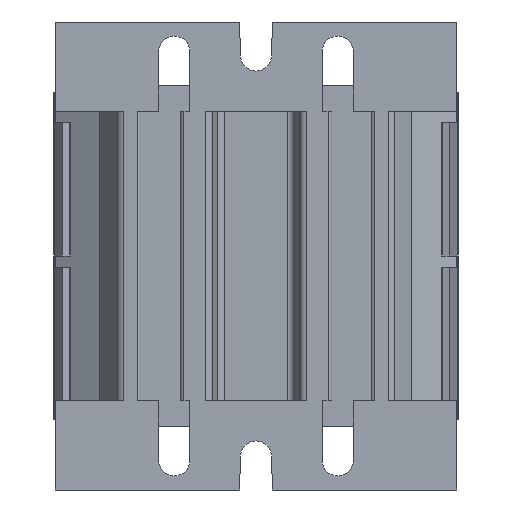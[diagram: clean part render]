
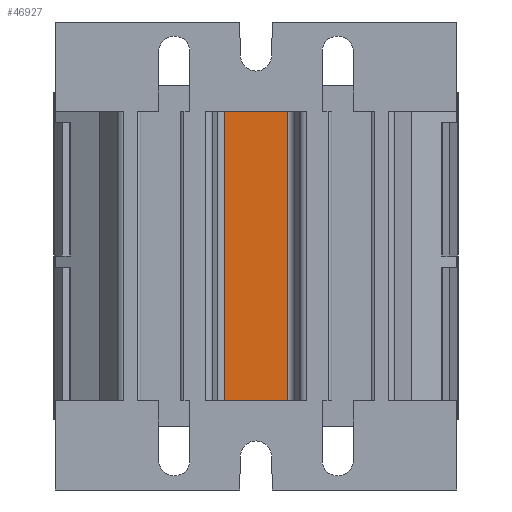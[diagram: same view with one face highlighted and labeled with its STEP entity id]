
A CAD part, front view. The second image highlights one B-rep face of the part: STEP entity #46927.
In plain terms, the highlighted planar face has unit normal (0, -1, 0).
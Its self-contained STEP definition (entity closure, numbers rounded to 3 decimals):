
#21672=DIRECTION('',(-1.,0.,0.));
#21673=VECTOR('',#21672,8.465);
#21674=CARTESIAN_POINT('',(4.233,0.,19.5));
#21675=LINE('',#21674,#21673);
#21676=DIRECTION('',(-1.,0.,0.));
#21677=VECTOR('',#21676,8.465);
#21678=CARTESIAN_POINT('',(4.233,0.,-19.5));
#21679=LINE('',#21678,#21677);
#21680=DIRECTION('',(0.,0.,1.));
#21681=VECTOR('',#21680,39.);
#21682=CARTESIAN_POINT('',(-4.233,0.,-19.5));
#21683=LINE('',#21682,#21681);
#21694=DIRECTION('',(0.,0.,1.));
#21695=VECTOR('',#21694,39.);
#21696=CARTESIAN_POINT('',(4.233,0.,-19.5));
#21697=LINE('',#21696,#21695);
#23752=CARTESIAN_POINT('',(-4.233,0.,-19.5));
#23753=VERTEX_POINT('',#23752);
#23754=CARTESIAN_POINT('',(4.233,0.,-19.5));
#23755=VERTEX_POINT('',#23754);
#24202=CARTESIAN_POINT('',(-4.233,0.,19.5));
#24203=VERTEX_POINT('',#24202);
#24204=CARTESIAN_POINT('',(4.233,0.,19.5));
#24205=VERTEX_POINT('',#24204);
#46914=CARTESIAN_POINT('',(5.,0.,0.));
#46915=DIRECTION('',(0.,1.,0.));
#46916=DIRECTION('',(-1.,0.,0.));
#46917=AXIS2_PLACEMENT_3D('',#46914,#46915,#46916);
#46918=PLANE('',#46917);
#46919=ORIENTED_EDGE('',*,*,#46863,.F.);
#46921=ORIENTED_EDGE('',*,*,#46920,.F.);
#46923=ORIENTED_EDGE('',*,*,#46922,.T.);
#46924=ORIENTED_EDGE('',*,*,#46906,.T.);
#46925=EDGE_LOOP('',(#46919,#46921,#46923,#46924));
#46926=FACE_OUTER_BOUND('',#46925,.F.);
#46927=ADVANCED_FACE('',(#46926),#46918,.F.);
#46863=EDGE_CURVE('',#24205,#24203,#21675,.T.);
#46906=EDGE_CURVE('',#23753,#24203,#21683,.T.);
#46920=EDGE_CURVE('',#23755,#24205,#21697,.T.);
#46922=EDGE_CURVE('',#23755,#23753,#21679,.T.);
